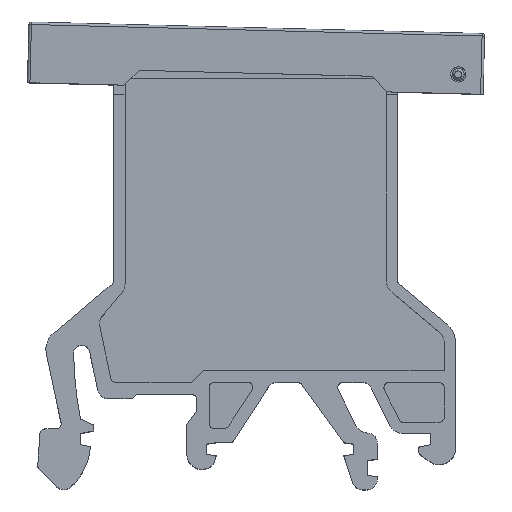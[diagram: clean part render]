
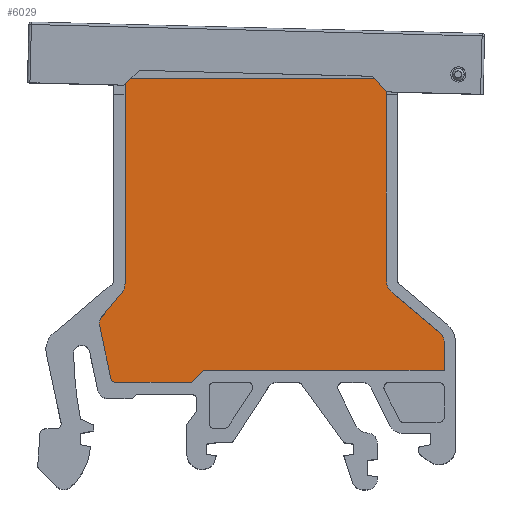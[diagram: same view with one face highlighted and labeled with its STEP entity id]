
A CAD part, top view. The second image highlights one B-rep face of the part: STEP entity #6029.
In plain terms, the highlighted planar face has unit normal (0, 0, 1).
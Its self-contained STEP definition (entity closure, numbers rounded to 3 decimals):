
#1600=CARTESIAN_POINT('',(14.5,15.677,0.6));
#1601=DIRECTION('',(0.,0.,-1.));
#1602=DIRECTION('',(-0.643,-0.766,0.));
#1603=AXIS2_PLACEMENT_3D('',#1600,#1601,#1602);
#2177=CARTESIAN_POINT('',(-14.432,11.419,0.6));
#2178=DIRECTION('',(0.,0.,1.));
#2179=DIRECTION('',(-0.766,0.643,0.));
#2180=AXIS2_PLACEMENT_3D('',#2177,#2178,#2179);
#2182=DIRECTION('',(-0.643,-0.766,0.));
#2183=VECTOR('',#2182,2.993);
#2184=CARTESIAN_POINT('',(-13.274,14.354,0.6));
#2185=LINE('',#2184,#2183);
#2186=DIRECTION('',(0.,-1.,0.));
#2187=VECTOR('',#2186,19.718);
#2188=CARTESIAN_POINT('',(-12.9,35.1,0.6));
#2189=LINE('',#2188,#2187);
#2190=CARTESIAN_POINT('',(-12.4,35.1,0.6));
#2191=DIRECTION('',(0.,0.,1.));
#2192=DIRECTION('',(0.,1.,0.));
#2193=AXIS2_PLACEMENT_3D('',#2190,#2191,#2192);
#2195=DIRECTION('',(-1.,0.,0.));
#2196=VECTOR('',#2195,24.8);
#2197=CARTESIAN_POINT('',(12.4,35.6,0.6));
#2198=LINE('',#2197,#2196);
#2199=CARTESIAN_POINT('',(12.4,35.1,0.6));
#2200=DIRECTION('',(0.,0.,1.));
#2201=DIRECTION('',(1.,0.,0.));
#2202=AXIS2_PLACEMENT_3D('',#2199,#2200,#2201);
#2204=DIRECTION('',(0.,1.,0.));
#2205=VECTOR('',#2204,19.423);
#2206=CARTESIAN_POINT('',(12.9,15.677,0.6));
#2207=LINE('',#2206,#2205);
#2208=DIRECTION('',(-0.766,0.643,0.));
#2209=VECTOR('',#2208,6.228);
#2210=CARTESIAN_POINT('',(18.243,10.448,0.6));
#2211=LINE('',#2210,#2209);
#2212=CARTESIAN_POINT('',(17.6,9.682,0.6));
#2213=DIRECTION('',(0.,0.,1.));
#2214=DIRECTION('',(1.,0.,0.));
#2215=AXIS2_PLACEMENT_3D('',#2212,#2213,#2214);
#2217=DIRECTION('',(0.,1.,0.));
#2218=VECTOR('',#2217,2.881);
#2219=CARTESIAN_POINT('',(18.6,6.8,0.6));
#2220=LINE('',#2219,#2218);
#2221=DIRECTION('',(1.,0.,0.));
#2222=VECTOR('',#2221,23.757);
#2223=CARTESIAN_POINT('',(-5.157,6.8,0.6));
#2224=LINE('',#2223,#2222);
#2225=DIRECTION('',(0.707,0.707,0.));
#2226=VECTOR('',#2225,1.697);
#2227=CARTESIAN_POINT('',(-6.357,5.6,0.6));
#2228=LINE('',#2227,#2226);
#2229=DIRECTION('',(1.,0.,0.));
#2230=VECTOR('',#2229,7.456);
#2231=CARTESIAN_POINT('',(-13.813,5.6,0.6));
#2232=LINE('',#2231,#2230);
#2233=CARTESIAN_POINT('',(-13.813,6.1,0.6));
#2234=DIRECTION('',(0.,0.,1.));
#2235=DIRECTION('',(-0.978,-0.208,0.));
#2236=AXIS2_PLACEMENT_3D('',#2233,#2234,#2235);
#2238=DIRECTION('',(0.208,-0.978,0.));
#2239=VECTOR('',#2238,5.331);
#2240=CARTESIAN_POINT('',(-15.41,11.211,0.6));
#2241=LINE('',#2240,#2239);
#2323=CARTESIAN_POINT('',(-14.5,15.383,0.6));
#2324=DIRECTION('',(0.,0.,-1.));
#2325=DIRECTION('',(1.,0.,0.));
#2326=AXIS2_PLACEMENT_3D('',#2323,#2324,#2325);
#2687=CARTESIAN_POINT('',(-12.4,35.6,0.6));
#2688=CARTESIAN_POINT('',(-12.9,35.1,0.6));
#2689=VERTEX_POINT('',#2687);
#2690=VERTEX_POINT('',#2688);
#2691=CARTESIAN_POINT('',(-14.302,5.996,0.6));
#2692=CARTESIAN_POINT('',(-13.813,5.6,0.6));
#2693=VERTEX_POINT('',#2691);
#2694=VERTEX_POINT('',#2692);
#2695=CARTESIAN_POINT('',(-6.357,5.6,0.6));
#2696=VERTEX_POINT('',#2695);
#2697=CARTESIAN_POINT('',(-5.157,6.8,0.6));
#2698=VERTEX_POINT('',#2697);
#2699=CARTESIAN_POINT('',(18.6,6.8,0.6));
#2700=VERTEX_POINT('',#2699);
#2701=CARTESIAN_POINT('',(18.6,9.682,0.6));
#2702=VERTEX_POINT('',#2701);
#2703=CARTESIAN_POINT('',(18.243,10.448,0.6));
#2704=VERTEX_POINT('',#2703);
#2705=CARTESIAN_POINT('',(12.9,35.1,0.6));
#2706=CARTESIAN_POINT('',(12.4,35.6,0.6));
#2707=VERTEX_POINT('',#2705);
#2708=VERTEX_POINT('',#2706);
#3061=CARTESIAN_POINT('',(13.472,14.451,0.6));
#3062=VERTEX_POINT('',#3061);
#3063=CARTESIAN_POINT('',(12.9,15.677,0.6));
#3064=VERTEX_POINT('',#3063);
#3085=CARTESIAN_POINT('',(-12.9,15.383,0.6));
#3086=VERTEX_POINT('',#3085);
#3087=CARTESIAN_POINT('',(-13.274,14.354,0.6));
#3088=VERTEX_POINT('',#3087);
#3097=CARTESIAN_POINT('',(-15.198,12.061,0.6));
#3098=CARTESIAN_POINT('',(-15.41,11.211,0.6));
#3099=VERTEX_POINT('',#3097);
#3100=VERTEX_POINT('',#3098);
#5990=CARTESIAN_POINT('',(0.,0.,0.6));
#5991=DIRECTION('',(0.,0.,1.));
#5992=DIRECTION('',(1.,0.,0.));
#5993=AXIS2_PLACEMENT_3D('',#5990,#5991,#5992);
#5994=PLANE('',#5993);
#5996=ORIENTED_EDGE('',*,*,#5995,.F.);
#5998=ORIENTED_EDGE('',*,*,#5997,.F.);
#6000=ORIENTED_EDGE('',*,*,#5999,.F.);
#6002=ORIENTED_EDGE('',*,*,#6001,.F.);
#6004=ORIENTED_EDGE('',*,*,#6003,.F.);
#6006=ORIENTED_EDGE('',*,*,#6005,.F.);
#6008=ORIENTED_EDGE('',*,*,#6007,.F.);
#6009=ORIENTED_EDGE('',*,*,#5664,.F.);
#6010=ORIENTED_EDGE('',*,*,#5684,.F.);
#6012=ORIENTED_EDGE('',*,*,#6011,.F.);
#6014=ORIENTED_EDGE('',*,*,#6013,.F.);
#6016=ORIENTED_EDGE('',*,*,#6015,.F.);
#6018=ORIENTED_EDGE('',*,*,#6017,.F.);
#6020=ORIENTED_EDGE('',*,*,#6019,.F.);
#6022=ORIENTED_EDGE('',*,*,#6021,.F.);
#6024=ORIENTED_EDGE('',*,*,#6023,.F.);
#6026=ORIENTED_EDGE('',*,*,#6025,.F.);
#6027=EDGE_LOOP('',(#5996,#5998,#6000,#6002,#6004,#6006,#6008,#6009,#6010,#6012,
#6014,#6016,#6018,#6020,#6022,#6024,#6026));
#6028=FACE_OUTER_BOUND('',#6027,.F.);
#1604=CIRCLE('',#1603,1.6);
#2181=CIRCLE('',#2180,1.);
#2194=CIRCLE('',#2193,0.5);
#2203=CIRCLE('',#2202,0.5);
#2216=CIRCLE('',#2215,1.);
#2237=CIRCLE('',#2236,0.5);
#2327=CIRCLE('',#2326,1.6);
#5664=EDGE_CURVE('',#3064,#2707,#2207,.T.);
#5684=EDGE_CURVE('',#3062,#3064,#1604,.T.);
#5995=EDGE_CURVE('',#3099,#3100,#2181,.T.);
#5997=EDGE_CURVE('',#3088,#3099,#2185,.T.);
#5999=EDGE_CURVE('',#3086,#3088,#2327,.T.);
#6001=EDGE_CURVE('',#2690,#3086,#2189,.T.);
#6003=EDGE_CURVE('',#2689,#2690,#2194,.T.);
#6005=EDGE_CURVE('',#2708,#2689,#2198,.T.);
#6007=EDGE_CURVE('',#2707,#2708,#2203,.T.);
#6011=EDGE_CURVE('',#2704,#3062,#2211,.T.);
#6013=EDGE_CURVE('',#2702,#2704,#2216,.T.);
#6015=EDGE_CURVE('',#2700,#2702,#2220,.T.);
#6017=EDGE_CURVE('',#2698,#2700,#2224,.T.);
#6019=EDGE_CURVE('',#2696,#2698,#2228,.T.);
#6021=EDGE_CURVE('',#2694,#2696,#2232,.T.);
#6023=EDGE_CURVE('',#2693,#2694,#2237,.T.);
#6025=EDGE_CURVE('',#3100,#2693,#2241,.T.);
#6029=ADVANCED_FACE('',(#6028),#5994,.T.);
